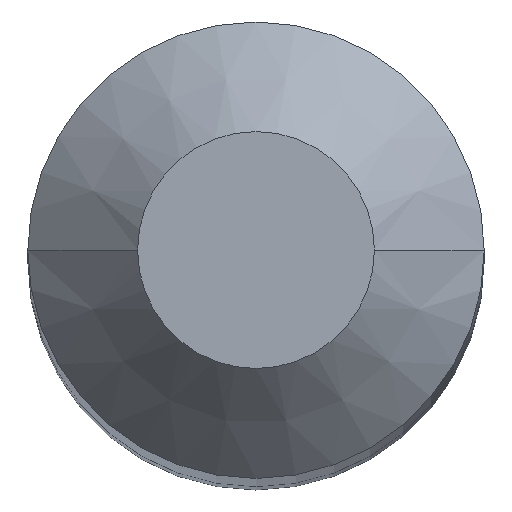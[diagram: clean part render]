
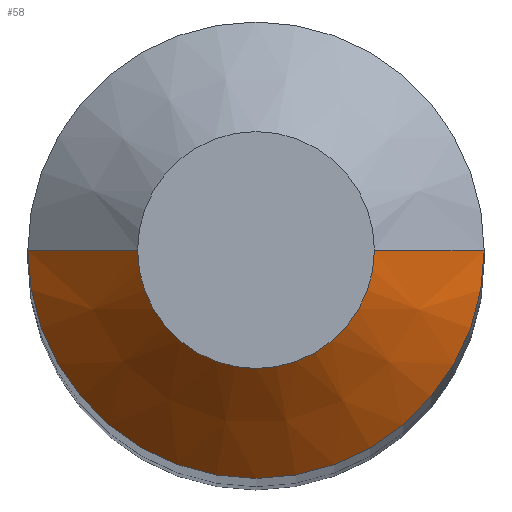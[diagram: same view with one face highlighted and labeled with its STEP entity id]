
A CAD part, top view. The second image highlights one B-rep face of the part: STEP entity #58.
In plain terms, the highlighted conical face has half-angle 45 degrees and reference radius 1.65 mm.
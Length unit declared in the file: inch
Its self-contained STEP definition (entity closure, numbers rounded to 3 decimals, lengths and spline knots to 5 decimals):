
#13 = DIRECTION ( 'NONE',  ( -1., 0., 0. ) ) ;
#52 = EDGE_CURVE ( 'NONE', #274, #93, #98, .T. ) ;
#53 = DIRECTION ( 'NONE',  ( 1., 0., 0. ) ) ;
#54 = CARTESIAN_POINT ( 'NONE',  ( -0.06495, 0., -0.03125 ) ) ;
#58 = ADVANCED_FACE ( 'NONE', ( #333 ), #286, .T. ) ;
#62 = DIRECTION ( 'NONE',  ( 0., 0., 1. ) ) ;
#66 = ORIENTED_EDGE ( 'NONE', *, *, #52, .F. ) ;
#68 = DIRECTION ( 'NONE',  ( 1., 0., 0. ) ) ;
#73 = CARTESIAN_POINT ( 'NONE',  ( 0., 0., -0.03125 ) ) ;
#93 = VERTEX_POINT ( 'NONE', #272 ) ;
#96 = DIRECTION ( 'NONE',  ( 0.707, 0., -0.707 ) ) ;
#98 = LINE ( 'NONE', #249, #207 ) ;
#108 = CARTESIAN_POINT ( 'NONE',  ( -0.06495, 0., -0.03125 ) ) ;
#115 = ORIENTED_EDGE ( 'NONE', *, *, #255, .T. ) ;
#129 = CIRCLE ( 'NONE', #186, 0.06495 ) ;
#133 = LINE ( 'NONE', #108, #251 ) ;
#144 = VERTEX_POINT ( 'NONE', #151 ) ;
#151 = CARTESIAN_POINT ( 'NONE',  ( -0.0337, 0., 0. ) ) ;
#163 = CIRCLE ( 'NONE', #370, 0.0337 ) ;
#164 = ORIENTED_EDGE ( 'NONE', *, *, #277, .T. ) ;
#165 = EDGE_LOOP ( 'NONE', ( #66, #211, #115, #164 ) ) ;
#186 = AXIS2_PLACEMENT_3D ( 'NONE', #325, #62, #68 ) ;
#207 = VECTOR ( 'NONE', #96, 39.37008 ) ;
#211 = ORIENTED_EDGE ( 'NONE', *, *, #291, .F. ) ;
#223 = AXIS2_PLACEMENT_3D ( 'NONE', #73, #278, #13 ) ;
#249 = CARTESIAN_POINT ( 'NONE',  ( 0.06495, 0., -0.03125 ) ) ;
#251 = VECTOR ( 'NONE', #313, 39.37008 ) ;
#255 = EDGE_CURVE ( 'NONE', #144, #350, #133, .T. ) ;
#272 = CARTESIAN_POINT ( 'NONE',  ( 0.06495, 0., -0.03125 ) ) ;
#274 = VERTEX_POINT ( 'NONE', #292 ) ;
#277 = EDGE_CURVE ( 'NONE', #350, #93, #129, .T. ) ;
#278 = DIRECTION ( 'NONE',  ( 0., 0., -1. ) ) ;
#286 = CONICAL_SURFACE ( 'NONE', #223, 0.06495, 0.785 ) ;
#291 = EDGE_CURVE ( 'NONE', #144, #274, #163, .T. ) ;
#292 = CARTESIAN_POINT ( 'NONE',  ( 0.0337, 0., 0. ) ) ;
#312 = DIRECTION ( 'NONE',  ( 0., 0., 1. ) ) ;
#313 = DIRECTION ( 'NONE',  ( -0.707, 0., -0.707 ) ) ;
#325 = CARTESIAN_POINT ( 'NONE',  ( 0., 0., -0.03125 ) ) ;
#333 = FACE_OUTER_BOUND ( 'NONE', #165, .T. ) ;
#342 = CARTESIAN_POINT ( 'NONE',  ( 0., 0., 0. ) ) ;
#350 = VERTEX_POINT ( 'NONE', #54 ) ;
#370 = AXIS2_PLACEMENT_3D ( 'NONE', #342, #312, #53 ) ;
